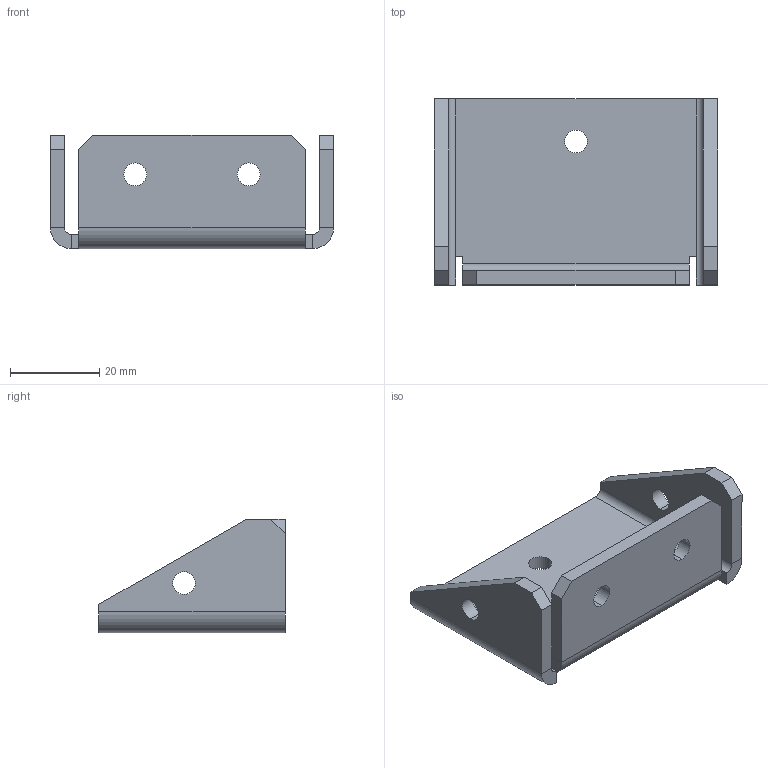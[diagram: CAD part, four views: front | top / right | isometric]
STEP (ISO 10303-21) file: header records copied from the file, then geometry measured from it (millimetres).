
FILE_DESCRIPTION (( 'STEP AP203' ), '1' );
FILE_NAME ('am-3675 - BR18 Front.Corner Bumper Bracket.STEP', '2017-11-16T19:59:34', ( '' ), ( '' ), 'SwSTEP 2.0', 'SolidWorks 2017', '' );
FILE_SCHEMA (( 'CONFIG_CONTROL_DESIGN' ));
Length unit declared in the file: inch
Products named in the file (1): am-3675 - BR18 Front.Corner Bumper Bracket
Bounding box: 63.4 x 41.66 x 25.4 mm (x, y, z)
Volume: 14813.5 mm3; surface area: 10619 mm2
Topology: 1 solids, 1 shells, 52 faces, 126 edges, 76 vertices
Faces by surface type: plane 36, cylinder 16
Entity records: 1589 total; most frequent: DIRECTION 264, CARTESIAN_POINT 255, ORIENTED_EDGE 252, EDGE_CURVE 126, VECTOR 94, LINE 94, AXIS2_PLACEMENT_3D 85, VERTEX_POINT 76
